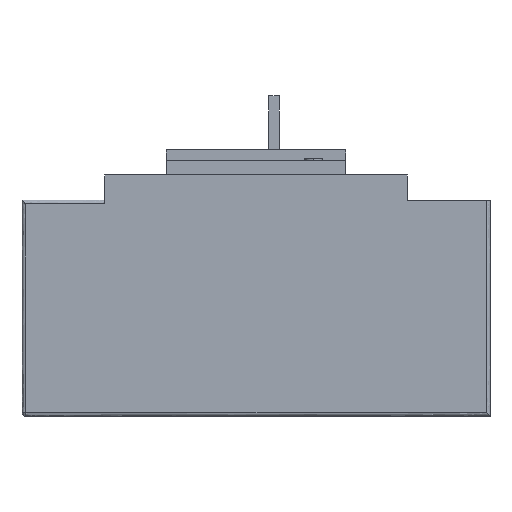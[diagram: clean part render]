
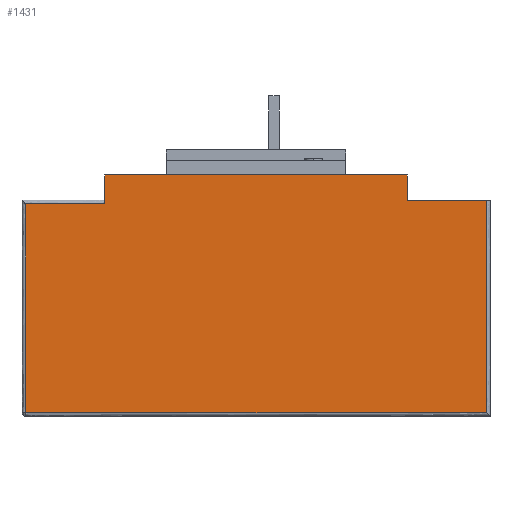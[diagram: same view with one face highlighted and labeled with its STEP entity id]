
A CAD part, left-side view. The second image highlights one B-rep face of the part: STEP entity #1431.
In plain terms, the highlighted free-form (B-spline) face has degree [1, 1] with [2, 2] control points.
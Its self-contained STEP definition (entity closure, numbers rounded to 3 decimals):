
#1155 = EDGE_CURVE('',#1156,#1158,#1160,.T.);
#1156 = VERTEX_POINT('',#1157);
#1157 = CARTESIAN_POINT('',(-44.964,-50.36,
    71.943));
#1158 = VERTEX_POINT('',#1159);
#1159 = CARTESIAN_POINT('',(-44.964,-76.739,
    71.943));
#1160 = B_SPLINE_CURVE_WITH_KNOTS('',1,(#1161,#1162),.UNSPECIFIED.,.F.,
  .F.,(2,2),(107.,129.),.PIECEWISE_BEZIER_KNOTS.);
#1161 = CARTESIAN_POINT('',(-44.964,-50.36,
    71.943));
#1162 = CARTESIAN_POINT('',(-44.964,-76.739,
    71.943));
#1431 = ADVANCED_FACE('',(#1432),#1482,.F.);
#1432 = FACE_BOUND('',#1433,.T.);
#1433 = EDGE_LOOP('',(#1434,#1443,#1450,#1457,#1464,#1469,#1470,#1477));
#1434 = ORIENTED_EDGE('',*,*,#1435,.T.);
#1435 = EDGE_CURVE('',#1436,#1438,#1440,.T.);
#1436 = VERTEX_POINT('',#1437);
#1437 = CARTESIAN_POINT('',(-44.964,50.36,
    80.336));
#1438 = VERTEX_POINT('',#1439);
#1439 = CARTESIAN_POINT('',(-44.964,50.36,
    70.744));
#1440 = B_SPLINE_CURVE_WITH_KNOTS('',1,(#1441,#1442),.UNSPECIFIED.,.F.,
  .F.,(2,2),(-0.,8.),.PIECEWISE_BEZIER_KNOTS.);
#1441 = CARTESIAN_POINT('',(-44.964,50.36,
    80.336));
#1442 = CARTESIAN_POINT('',(-44.964,50.36,
    70.744));
#1443 = ORIENTED_EDGE('',*,*,#1444,.T.);
#1444 = EDGE_CURVE('',#1438,#1445,#1447,.T.);
#1445 = VERTEX_POINT('',#1446);
#1446 = CARTESIAN_POINT('',(-44.964,76.739,
    70.744));
#1447 = B_SPLINE_CURVE_WITH_KNOTS('',1,(#1448,#1449),.UNSPECIFIED.,.F.,
  .F.,(2,2),(-23.,-1.),.PIECEWISE_BEZIER_KNOTS.);
#1448 = CARTESIAN_POINT('',(-44.964,50.36,
    70.744));
#1449 = CARTESIAN_POINT('',(-44.964,76.739,
    70.744));
#1450 = ORIENTED_EDGE('',*,*,#1451,.T.);
#1451 = EDGE_CURVE('',#1445,#1452,#1454,.T.);
#1452 = VERTEX_POINT('',#1453);
#1453 = CARTESIAN_POINT('',(-44.964,76.739,
    1.199));
#1454 = B_SPLINE_CURVE_WITH_KNOTS('',1,(#1455,#1456),.UNSPECIFIED.,.F.,
  .F.,(2,2),(1.,59.),.PIECEWISE_BEZIER_KNOTS.);
#1455 = CARTESIAN_POINT('',(-44.964,76.739,
    70.744));
#1456 = CARTESIAN_POINT('',(-44.964,76.739,
    1.199));
#1457 = ORIENTED_EDGE('',*,*,#1458,.T.);
#1458 = EDGE_CURVE('',#1452,#1459,#1461,.T.);
#1459 = VERTEX_POINT('',#1460);
#1460 = CARTESIAN_POINT('',(-44.964,-76.739,
    1.199));
#1461 = B_SPLINE_CURVE_WITH_KNOTS('',1,(#1462,#1463),.UNSPECIFIED.,.F.,
  .F.,(2,2),(1.,129.),.PIECEWISE_BEZIER_KNOTS.);
#1462 = CARTESIAN_POINT('',(-44.964,76.739,
    1.199));
#1463 = CARTESIAN_POINT('',(-44.964,-76.739,
    1.199));
#1464 = ORIENTED_EDGE('',*,*,#1465,.T.);
#1465 = EDGE_CURVE('',#1459,#1158,#1466,.T.);
#1466 = B_SPLINE_CURVE_WITH_KNOTS('',1,(#1467,#1468),.UNSPECIFIED.,.F.,
  .F.,(2,2),(-59.,0.),.PIECEWISE_BEZIER_KNOTS.);
#1467 = CARTESIAN_POINT('',(-44.964,-76.739,
    1.199));
#1468 = CARTESIAN_POINT('',(-44.964,-76.739,
    71.943));
#1469 = ORIENTED_EDGE('',*,*,#1155,.F.);
#1470 = ORIENTED_EDGE('',*,*,#1471,.F.);
#1471 = EDGE_CURVE('',#1472,#1156,#1474,.T.);
#1472 = VERTEX_POINT('',#1473);
#1473 = CARTESIAN_POINT('',(-44.964,-50.36,
    80.336));
#1474 = B_SPLINE_CURVE_WITH_KNOTS('',1,(#1475,#1476),.UNSPECIFIED.,.F.,
  .F.,(2,2),(-0.,7.),.PIECEWISE_BEZIER_KNOTS.);
#1475 = CARTESIAN_POINT('',(-44.964,-50.36,
    80.336));
#1476 = CARTESIAN_POINT('',(-44.964,-50.36,
    71.943));
#1477 = ORIENTED_EDGE('',*,*,#1478,.F.);
#1478 = EDGE_CURVE('',#1436,#1472,#1479,.T.);
#1479 = B_SPLINE_CURVE_WITH_KNOTS('',1,(#1480,#1481),.UNSPECIFIED.,.F.,
  .F.,(2,2),(0.,84.),.PIECEWISE_BEZIER_KNOTS.);
#1480 = CARTESIAN_POINT('',(-44.964,50.36,
    80.336));
#1481 = CARTESIAN_POINT('',(-44.964,-50.36,
    80.336));
#1482 = B_SPLINE_SURFACE_WITH_KNOTS('',1,1,(
    (#1483,#1484)
    ,(#1485,#1486
    )),.UNSPECIFIED.,.F.,.F.,.F.,(2,2),(2,2),(-129.,-1.),(-59.,7.),
  .PIECEWISE_BEZIER_KNOTS.);
#1483 = CARTESIAN_POINT('',(-44.964,-76.739,
    1.199));
#1484 = CARTESIAN_POINT('',(-44.964,-76.739,
    80.336));
#1485 = CARTESIAN_POINT('',(-44.964,76.739,
    1.199));
#1486 = CARTESIAN_POINT('',(-44.964,76.739,
    80.336));
